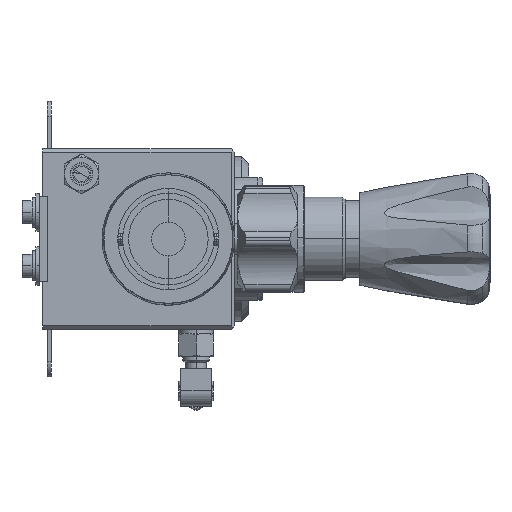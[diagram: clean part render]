
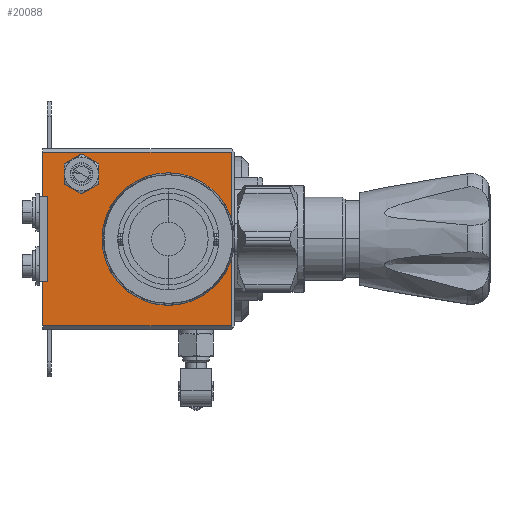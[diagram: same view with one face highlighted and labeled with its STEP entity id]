
A CAD part, left-side view. The second image highlights one B-rep face of the part: STEP entity #20088.
In plain terms, the highlighted face is planar.
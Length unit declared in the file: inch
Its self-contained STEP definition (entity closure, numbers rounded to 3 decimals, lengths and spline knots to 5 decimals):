
#19118=CARTESIAN_POINT('',(1.08268,1.47638,0.));
#19119=DIRECTION('',(0.,0.,1.));
#19120=DIRECTION('',(1.,0.,0.));
#19121=AXIS2_PLACEMENT_3D('',#19118,#19119,#19120);
#19123=CARTESIAN_POINT('',(1.08268,1.47638,0.));
#19124=DIRECTION('',(0.,0.,1.));
#19125=DIRECTION('',(-1.,0.,0.));
#19126=AXIS2_PLACEMENT_3D('',#19123,#19124,#19125);
#19128=DIRECTION('',(1.,0.,0.));
#19129=VECTOR('',#19128,3.07092);
#19130=CARTESIAN_POINT('',(0.059,0.059,0.));
#19131=LINE('',#19130,#19129);
#19132=DIRECTION('',(0.,-1.,0.));
#19133=VECTOR('',#19132,2.83476);
#19134=CARTESIAN_POINT('',(0.059,2.89376,0.));
#19135=LINE('',#19134,#19133);
#19136=DIRECTION('',(-1.,0.,0.));
#19137=VECTOR('',#19136,3.07092);
#19138=CARTESIAN_POINT('',(3.12992,2.89376,0.));
#19139=LINE('',#19138,#19137);
#19140=DIRECTION('',(0.,1.,0.));
#19141=VECTOR('',#19140,2.83476);
#19142=CARTESIAN_POINT('',(3.12992,0.059,0.));
#19143=LINE('',#19142,#19141);
#19144=CARTESIAN_POINT('',(2.5,0.413,0.));
#19145=DIRECTION('',(0.,0.,-1.));
#19146=DIRECTION('',(-1.,0.,0.));
#19147=AXIS2_PLACEMENT_3D('',#19144,#19145,#19146);
#19149=CARTESIAN_POINT('',(2.5,0.413,0.));
#19150=DIRECTION('',(0.,0.,-1.));
#19151=DIRECTION('',(1.,0.,0.));
#19152=AXIS2_PLACEMENT_3D('',#19149,#19150,#19151);
#19907=CARTESIAN_POINT('',(1.98341,1.47638,0.));
#19908=CARTESIAN_POINT('',(0.18194,1.47638,0.));
#19909=VERTEX_POINT('',#19907);
#19910=VERTEX_POINT('',#19908);
#19927=CARTESIAN_POINT('',(3.12992,0.059,0.));
#19929=VERTEX_POINT('',#19927);
#19933=CARTESIAN_POINT('',(0.059,0.059,0.));
#19934=VERTEX_POINT('',#19933);
#19935=CARTESIAN_POINT('',(0.059,2.89376,0.));
#19936=VERTEX_POINT('',#19935);
#19948=CARTESIAN_POINT('',(3.12992,2.89376,0.));
#19950=VERTEX_POINT('',#19948);
#20041=CARTESIAN_POINT('',(2.375,0.413,0.));
#20042=CARTESIAN_POINT('',(2.625,0.413,0.));
#20043=VERTEX_POINT('',#20041);
#20044=VERTEX_POINT('',#20042);
#20061=CARTESIAN_POINT('',(0.,0.,0.));
#20062=DIRECTION('',(0.,0.,1.));
#20063=DIRECTION('',(1.,0.,0.));
#20064=AXIS2_PLACEMENT_3D('',#20061,#20062,#20063);
#20065=PLANE('',#20064);
#20067=ORIENTED_EDGE('',*,*,#20066,.F.);
#20069=ORIENTED_EDGE('',*,*,#20068,.F.);
#20071=ORIENTED_EDGE('',*,*,#20070,.F.);
#20073=ORIENTED_EDGE('',*,*,#20072,.F.);
#20074=EDGE_LOOP('',(#20067,#20069,#20071,#20073));
#20075=FACE_OUTER_BOUND('',#20074,.F.);
#20077=ORIENTED_EDGE('',*,*,#20076,.T.);
#20079=ORIENTED_EDGE('',*,*,#20078,.T.);
#20080=EDGE_LOOP('',(#20077,#20079));
#20081=FACE_BOUND('',#20080,.F.);
#20083=ORIENTED_EDGE('',*,*,#20082,.F.);
#20085=ORIENTED_EDGE('',*,*,#20084,.F.);
#20086=EDGE_LOOP('',(#20083,#20085));
#20087=FACE_BOUND('',#20086,.F.);
#20088=ADVANCED_FACE('',(#20075,#20081,#20087),#20065,.T.);
#19122=CIRCLE('',#19121,0.90074);
#19127=CIRCLE('',#19126,0.90074);
#19148=CIRCLE('',#19147,0.125);
#19153=CIRCLE('',#19152,0.125);
#20066=EDGE_CURVE('',#19934,#19929,#19131,.T.);
#20068=EDGE_CURVE('',#19936,#19934,#19135,.T.);
#20070=EDGE_CURVE('',#19950,#19936,#19139,.T.);
#20072=EDGE_CURVE('',#19929,#19950,#19143,.T.);
#20076=EDGE_CURVE('',#19909,#19910,#19122,.T.);
#20078=EDGE_CURVE('',#19910,#19909,#19127,.T.);
#20082=EDGE_CURVE('',#20043,#20044,#19148,.T.);
#20084=EDGE_CURVE('',#20044,#20043,#19153,.T.);
